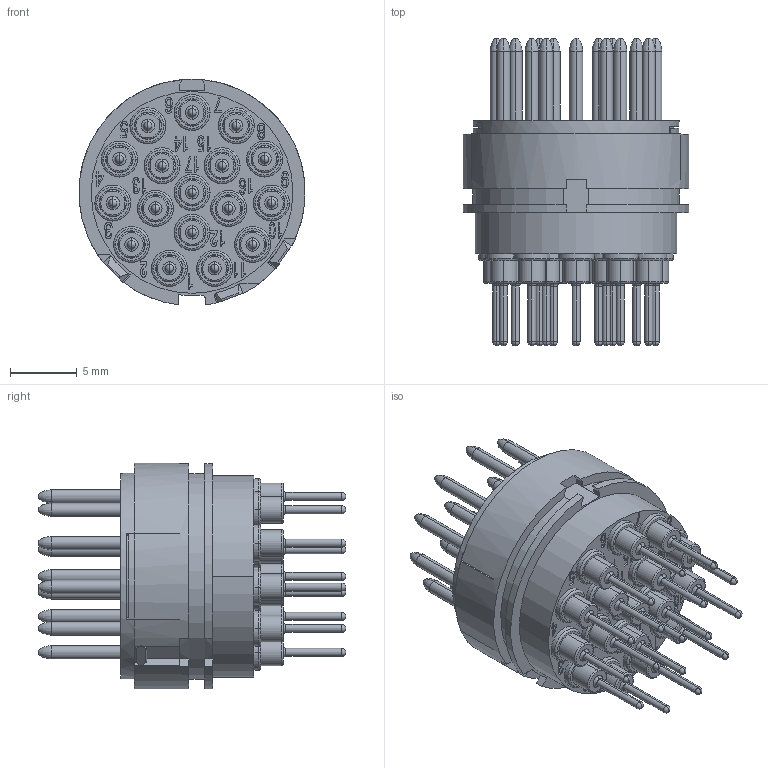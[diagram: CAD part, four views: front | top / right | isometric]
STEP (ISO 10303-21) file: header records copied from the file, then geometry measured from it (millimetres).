
FILE_DESCRIPTION((''),'2;1');
FILE_NAME('HR23-017R-MTHT','2017-07-24T',('tc.chen'),(''),'PRO/ENGINEER BY PARAMETRIC TECHNOLOGY CORPORATION, 2012480','PRO/ENGINEER BY PARAMETRIC TECHNOLOGY CORPORATION, 2012480','');
FILE_SCHEMA(('AUTOMOTIVE_DESIGN { 1 0 10303 214 1 1 1 1 }'));
Products named in the file (1): HR23-017R-MTHT
Bounding box: 16.96 x 23.1 x 16.94 mm (x, y, z)
Volume: 2170.7 mm3; surface area: 3843.9 mm2
Topology: 1 solids, 1 shells, 1838 faces, 4658 edges, 2989 vertices
Faces by surface type: plane 717, extrusion 490, cylinder 368, torus 144, cone 51, sphere 34, bspline 34
Entity records: 67729 total; most frequent: CARTESIAN_POINT 19223, ORIENTED_EDGE 9248, DIRECTION 7831, EDGE_CURVE 4624, VERTEX_POINT 2989, VECTOR 2771, AXIS2_PLACEMENT_3D 2530, LINE 2281
